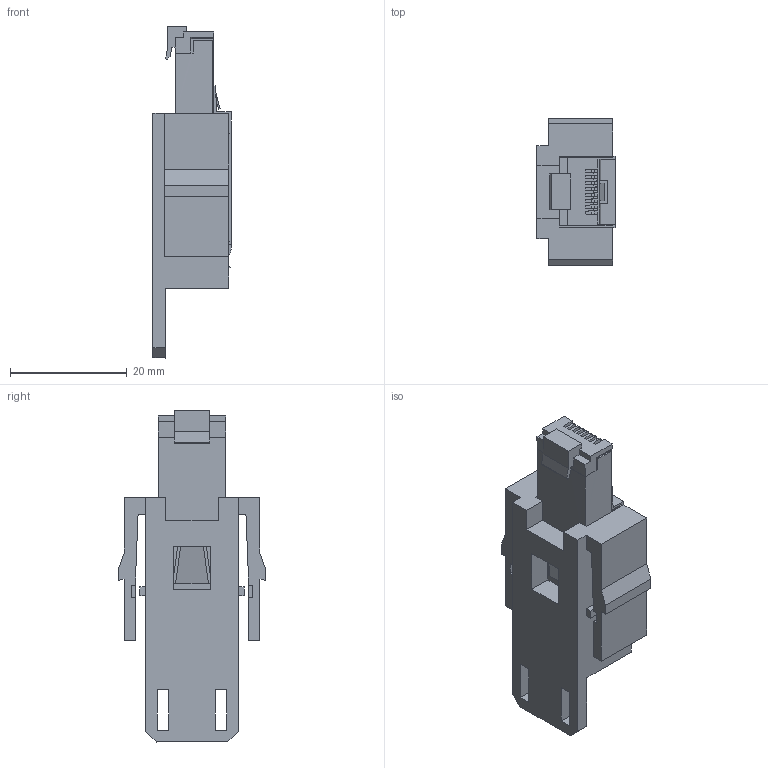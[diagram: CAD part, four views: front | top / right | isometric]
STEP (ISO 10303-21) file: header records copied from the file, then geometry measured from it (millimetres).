
FILE_DESCRIPTION(/* description */ (''),/* implementation_level */ '2;1');
FILE_NAME(/* name */ '100524809ugm000_d.stp',/* time_stamp */ '2019-05-21T11:00:04+02:00',/* author */ (''),/* organization */ (''),/* preprocessor_version */ 'ST-DEVELOPER v16.7',/* originating_system */ 'SIEMENS PLM Software NX 12.0',/* authorisation */ '');
FILE_SCHEMA (('AUTOMOTIVE_DESIGN { 1 0 10303 214 3 1 1 1 }'));
Length unit declared in the file: millimetre
Products named in the file (1): 100524809ugm000_d
Bounding box: 13.43 x 25.3 x 56.94 mm (x, y, z)
Volume: 7535.2 mm3; surface area: 6032.8 mm2
Topology: 1 solids, 1 shells, 450 faces, 1362 edges, 1013 vertices
Faces by surface type: plane 397, cylinder 51, extrusion 2
Full cylindrical faces by diameter (mm): 0.683 x1, 0.807 x1
Entity records: 18703 total; most frequent: CARTESIAN_POINT 3053, ORIENTED_EDGE 2546, DIRECTION 2355, EDGE_CURVE 1273, VECTOR 1229, LINE 1227, VERTEX_POINT 840, AXIS2_PLACEMENT_3D 563
